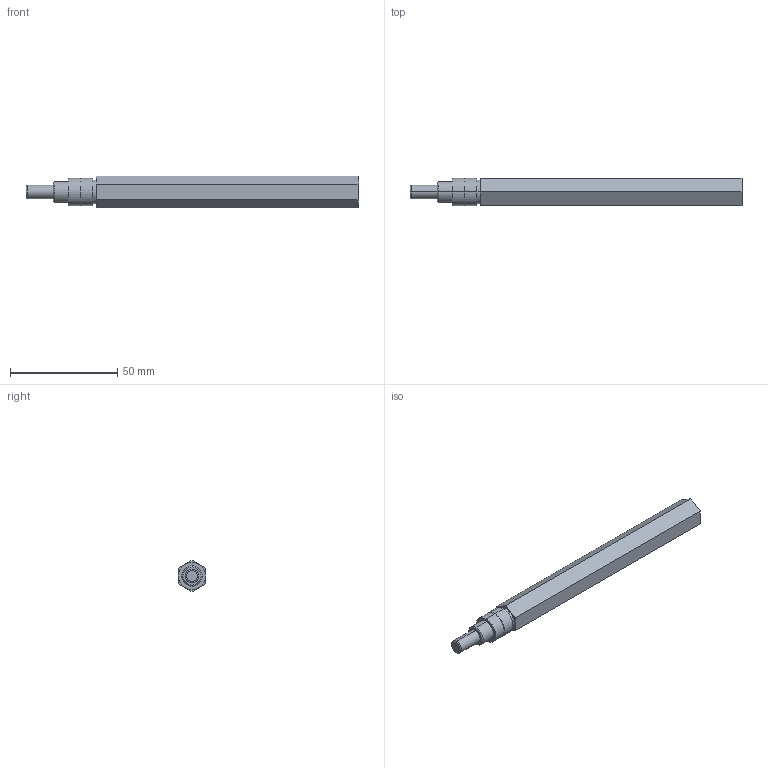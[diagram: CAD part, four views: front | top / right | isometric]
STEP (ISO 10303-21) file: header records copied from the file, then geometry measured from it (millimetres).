
FILE_DESCRIPTION (( 'STEP AP203' ), '1' );
FILE_NAME ('am-4731_pin am-4731_mag ToughBox S Long Hex Output Shaft.STEP', '2023-02-15T20:14:36', ( '' ), ( '' ), 'SwSTEP 2.0', 'SolidWorks 2022', '' );
FILE_SCHEMA (( 'CONFIG_CONTROL_DESIGN' ));
Length unit declared in the file: inch
Products named in the file (3): am-4731 ToughBox E Long Hex Output Shaft; 250x1000_dowel; am-4731_pin am-4731_mag ToughBox S Long Hex Output Shaft
Assembly tree (2 placements, depth 2):
  am-4731_pin am-4731_mag ToughBox S Long Hex Output Shaft
    am-4731 ToughBox E Long Hex Output Shaft
    250x1000_dowel
Bounding box: 154.94 x 12.7 x 14.66 mm (x, y, z)
Volume: 19141.4 mm3; surface area: 7558.3 mm2
Topology: 2 solids, 2 shells, 41 faces, 90 edges, 54 vertices
Faces by surface type: cylinder 14, plane 13, torus 8, cone 6
Entity records: 1419 total; most frequent: DIRECTION 226, CARTESIAN_POINT 186, ORIENTED_EDGE 172, AXIS2_PLACEMENT_3D 94, EDGE_CURVE 86, VERTEX_POINT 54, CIRCLE 48, EDGE_LOOP 46
